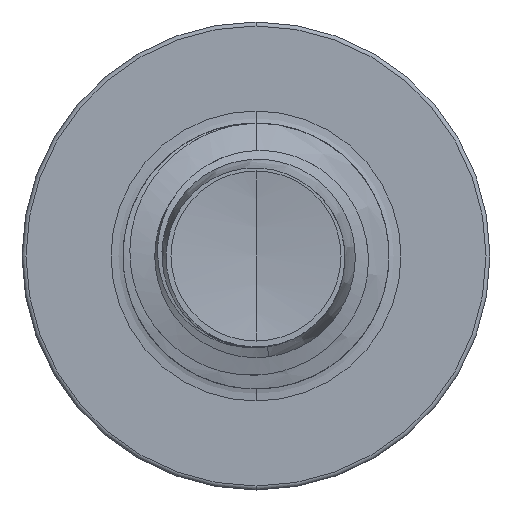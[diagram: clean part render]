
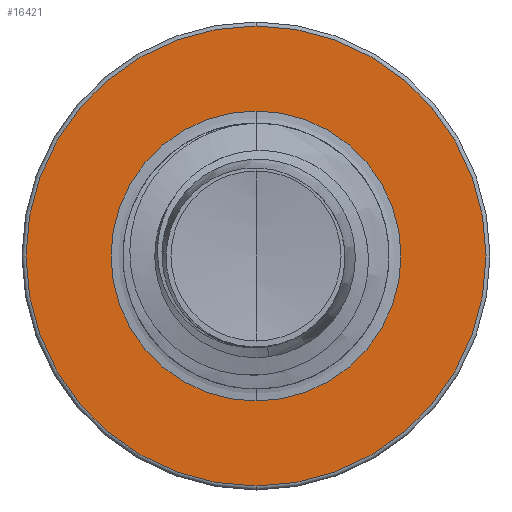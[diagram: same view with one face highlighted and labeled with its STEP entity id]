
A CAD part, front view. The second image highlights one B-rep face of the part: STEP entity #16421.
In plain terms, the highlighted planar face has unit normal (0, -1, 0).
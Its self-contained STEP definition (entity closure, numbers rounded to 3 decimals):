
#2374 = DIRECTION ( 'NONE',  ( 0., 1., 0. ) ) ;
#2381 = DIRECTION ( 'NONE',  ( 0., 1., 0. ) ) ;
#2524 = EDGE_CURVE ( 'NONE', #18667, #20735, #12894, .T. ) ;
#3058 = VERTEX_POINT ( 'NONE', #6117 ) ;
#3635 = CARTESIAN_POINT ( 'NONE',  ( 0., 8.5, 0. ) ) ;
#5460 = DIRECTION ( 'NONE',  ( 0., 0., 1. ) ) ;
#5886 = EDGE_CURVE ( 'NONE', #3058, #12910, #8805, .T. ) ;
#6085 = EDGE_LOOP ( 'NONE', ( #19459, #16392 ) ) ;
#6117 = CARTESIAN_POINT ( 'NONE',  ( 0., 8.5, -2.162 ) ) ;
#6148 = CARTESIAN_POINT ( 'NONE',  ( 0., 8.5, 0. ) ) ;
#6625 = ORIENTED_EDGE ( 'NONE', *, *, #5886, .F. ) ;
#6673 = EDGE_CURVE ( 'NONE', #20735, #18667, #19307, .T. ) ;
#7455 = EDGE_CURVE ( 'NONE', #12910, #3058, #22350, .T. ) ;
#7562 = EDGE_LOOP ( 'NONE', ( #17796, #6625 ) ) ;
#7685 = FACE_BOUND ( 'NONE', #6085, .T. ) ;
#7862 = CARTESIAN_POINT ( 'NONE',  ( 0., 8.5, 1.363 ) ) ;
#8022 = DIRECTION ( 'NONE',  ( 0., 0., 1. ) ) ;
#8201 = AXIS2_PLACEMENT_3D ( 'NONE', #3635, #16471, #5460 ) ;
#8426 = AXIS2_PLACEMENT_3D ( 'NONE', #9584, #2381, #15257 ) ;
#8534 = DIRECTION ( 'NONE',  ( 0., 1., 0. ) ) ;
#8805 = CIRCLE ( 'NONE', #12849, 2.163 ) ;
#9584 = CARTESIAN_POINT ( 'NONE',  ( 0., 8.5, -1.363 ) ) ;
#9922 = AXIS2_PLACEMENT_3D ( 'NONE', #6148, #18936, #8022 ) ;
#12218 = AXIS2_PLACEMENT_3D ( 'NONE', #12466, #2374, #12360 ) ;
#12360 = DIRECTION ( 'NONE',  ( 0., 0., 1. ) ) ;
#12466 = CARTESIAN_POINT ( 'NONE',  ( 0., 8.5, 0. ) ) ;
#12849 = AXIS2_PLACEMENT_3D ( 'NONE', #19424, #8534, #21157 ) ;
#12894 = CIRCLE ( 'NONE', #12218, 1.363 ) ;
#12910 = VERTEX_POINT ( 'NONE', #23480 ) ;
#13438 = PLANE ( 'NONE',  #8426 ) ;
#15085 = CARTESIAN_POINT ( 'NONE',  ( 0., 8.5, -1.363 ) ) ;
#15257 = DIRECTION ( 'NONE',  ( 0., 0., 1. ) ) ;
#16392 = ORIENTED_EDGE ( 'NONE', *, *, #2524, .T. ) ;
#16421 = ADVANCED_FACE ( 'NONE', ( #20976, #7685 ), #13438, .F. ) ;
#16471 = DIRECTION ( 'NONE',  ( 0., 1., 0. ) ) ;
#17796 = ORIENTED_EDGE ( 'NONE', *, *, #7455, .F. ) ;
#18667 = VERTEX_POINT ( 'NONE', #15085 ) ;
#18936 = DIRECTION ( 'NONE',  ( 0., 1., 0. ) ) ;
#19307 = CIRCLE ( 'NONE', #9922, 1.363 ) ;
#19424 = CARTESIAN_POINT ( 'NONE',  ( 0., 8.5, 0. ) ) ;
#19459 = ORIENTED_EDGE ( 'NONE', *, *, #6673, .T. ) ;
#20735 = VERTEX_POINT ( 'NONE', #7862 ) ;
#20976 = FACE_OUTER_BOUND ( 'NONE', #7562, .T. ) ;
#21157 = DIRECTION ( 'NONE',  ( 0., 0., 1. ) ) ;
#22350 = CIRCLE ( 'NONE', #8201, 2.163 ) ;
#23480 = CARTESIAN_POINT ( 'NONE',  ( 0., 8.5, 2.163 ) ) ;
